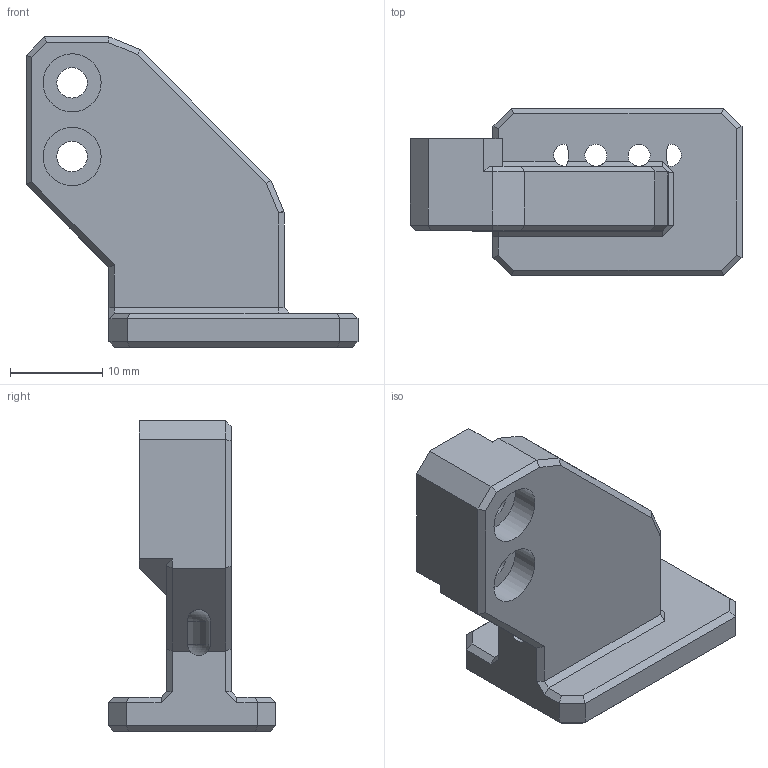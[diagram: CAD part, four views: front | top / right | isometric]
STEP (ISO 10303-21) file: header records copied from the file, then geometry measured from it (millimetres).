
FILE_DESCRIPTION(/* description */ ('STEP AP242','CAx-IF Rec.Pracs.---Representation and Presentation of Product Manufacturing Information (PMI)---4.0---2014-10-13','CAx-IF Rec.Pracs.---3D Tessellated Geometry---0.4---2014-09-14','2;1'),/* implementation_level */ '2;1');
FILE_NAME(/* name */ '61db4cfd0ab4e404746120ae',/* time_stamp */ '2022-01-09T21:00:46+00:00',/* author */ (''),/* organization */ (''),/* preprocessor_version */ 'ST-DEVELOPER v18.101',/* originating_system */ ' ',/* authorisation */ ' ');
FILE_SCHEMA (('AP242_MANAGED_MODEL_BASED_3D_ENGINEERING_MIM_LF { 1 0 10303 442 1 1 4 }'));
Length unit declared in the file: metre
Products named in the file (2): Klicky probe v2; Part 1
Assembly tree (1 placements, depth 2):
  Klicky probe v2
    Part 1
Bounding box: 36.03 x 18.22 x 33.7 mm (x, y, z)
Volume: 5642.9 mm3; surface area: 3560.5 mm2
Topology: 1 solids, 1 shells, 134 faces, 339 edges, 204 vertices
Faces by surface type: plane 108, cylinder 17, cone 7, torus 2
Full cylindrical faces by diameter (mm): 2.39 x2, 3.3 x2, 6.3 x2
Entity records: 3951 total; most frequent: CARTESIAN_POINT 719, ORIENTED_EDGE 662, DIRECTION 644, EDGE_CURVE 331, LINE 258, VECTOR 258, VERTEX_POINT 202, AXIS2_PLACEMENT_3D 193
